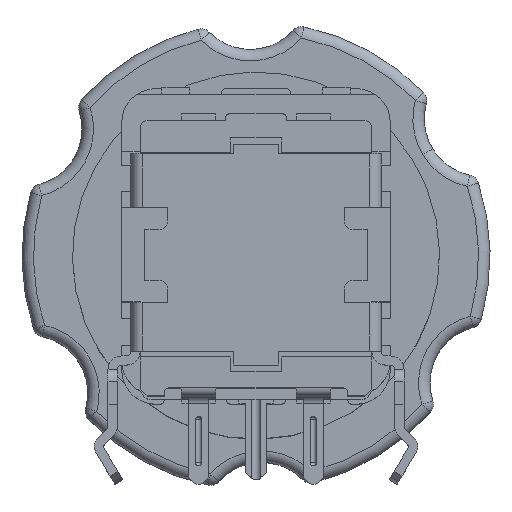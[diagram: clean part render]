
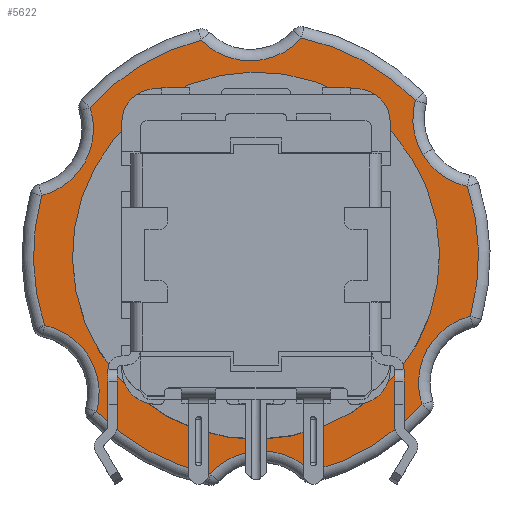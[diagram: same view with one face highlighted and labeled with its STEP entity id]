
A CAD part, top view. The second image highlights one B-rep face of the part: STEP entity #5622.
In plain terms, the highlighted face is planar.
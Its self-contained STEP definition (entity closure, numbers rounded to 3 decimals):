
#82 = EDGE_CURVE ( 'NONE', #11182, #15398, #22400, .T. ) ;
#357 = CARTESIAN_POINT ( 'NONE',  ( -6.621, -7.089, 7.8 ) ) ;
#730 = ORIENTED_EDGE ( 'NONE', *, *, #4482, .T. ) ;
#1600 = CIRCLE ( 'NONE', #3951, 3. ) ;
#1672 = DIRECTION ( 'NONE',  ( 1., 0., 0. ) ) ;
#1808 = VERTEX_POINT ( 'NONE', #29046 ) ;
#1892 = DIRECTION ( 'NONE',  ( 0., 0., 1. ) ) ;
#2066 = CARTESIAN_POINT ( 'NONE',  ( 5.75, 9.959, 7.8 ) ) ;
#2147 = ORIENTED_EDGE ( 'NONE', *, *, #14992, .T. ) ;
#2951 = DIRECTION ( 'NONE',  ( 1., 0., 0. ) ) ;
#2972 = CARTESIAN_POINT ( 'NONE',  ( 0., 0., 7.8 ) ) ;
#3045 = CARTESIAN_POINT ( 'NONE',  ( 0., 0., 7.8 ) ) ;
#3295 = AXIS2_PLACEMENT_3D ( 'NONE', #2972, #10927, #11162 ) ;
#3298 = AXIS2_PLACEMENT_3D ( 'NONE', #8268, #24273, #3327 ) ;
#3327 = DIRECTION ( 'NONE',  ( 1., 0., 0. ) ) ;
#3951 = AXIS2_PLACEMENT_3D ( 'NONE', #7348, #33797, #5166 ) ;
#4482 = EDGE_CURVE ( 'NONE', #30124, #31505, #17743, .T. ) ;
#4618 = FACE_BOUND ( 'NONE', #33699, .T. ) ;
#4768 = DIRECTION ( 'NONE',  ( 0., 0., 1. ) ) ;
#4899 = EDGE_CURVE ( 'NONE', #8132, #6099, #11502, .T. ) ;
#5166 = DIRECTION ( 'NONE',  ( 1., 0., 0. ) ) ;
#5419 = AXIS2_PLACEMENT_3D ( 'NONE', #17685, #18135, #7524 ) ;
#5476 = VERTEX_POINT ( 'NONE', #8939 ) ;
#5491 = DIRECTION ( 'NONE',  ( 0., 0., -1. ) ) ;
#5585 = CARTESIAN_POINT ( 'NONE',  ( 2.828, -9.279, 7.8 ) ) ;
#5622 = ADVANCED_FACE ( 'NONE', ( #9541, #4618 ), #25280, .F. ) ;
#5738 = EDGE_CURVE ( 'NONE', #27488, #12062, #16972, .T. ) ;
#6099 = VERTEX_POINT ( 'NONE', #8579 ) ;
#6433 = AXIS2_PLACEMENT_3D ( 'NONE', #3045, #16302, #26498 ) ;
#7177 = CARTESIAN_POINT ( 'NONE',  ( 2.828, 9.279, 7.8 ) ) ;
#7348 = CARTESIAN_POINT ( 'NONE',  ( 11.5, 0., 7.8 ) ) ;
#7524 = DIRECTION ( 'NONE',  ( 1., 0., 0. ) ) ;
#8132 = VERTEX_POINT ( 'NONE', #15049 ) ;
#8250 = DIRECTION ( 'NONE',  ( 1., 0., 0. ) ) ;
#8268 = CARTESIAN_POINT ( 'NONE',  ( 5.75, -9.959, 7.8 ) ) ;
#8371 = AXIS2_PLACEMENT_3D ( 'NONE', #21082, #31886, #23705 ) ;
#8526 = DIRECTION ( 'NONE',  ( 0., 0., -1. ) ) ;
#8579 = CARTESIAN_POINT ( 'NONE',  ( -6.621, 7.089, 7.8 ) ) ;
#8939 = CARTESIAN_POINT ( 'NONE',  ( 9.45, 2.19, 7.8 ) ) ;
#9252 = ORIENTED_EDGE ( 'NONE', *, *, #19418, .T. ) ;
#9481 = ORIENTED_EDGE ( 'NONE', *, *, #82, .T. ) ;
#9541 = FACE_OUTER_BOUND ( 'NONE', #13158, .T. ) ;
#9634 = ORIENTED_EDGE ( 'NONE', *, *, #10324, .T. ) ;
#9713 = ORIENTED_EDGE ( 'NONE', *, *, #21645, .T. ) ;
#10263 = DIRECTION ( 'NONE',  ( 1., 0., 0. ) ) ;
#10324 = EDGE_CURVE ( 'NONE', #15398, #32047, #17158, .T. ) ;
#10341 = ORIENTED_EDGE ( 'NONE', *, *, #22599, .T. ) ;
#10482 = DIRECTION ( 'NONE',  ( 0., 0., 1. ) ) ;
#10621 = CARTESIAN_POINT ( 'NONE',  ( 0., 0., 7.8 ) ) ;
#10836 = DIRECTION ( 'NONE',  ( 1., 0., 0. ) ) ;
#10927 = DIRECTION ( 'NONE',  ( 0., 0., -1. ) ) ;
#11041 = VERTEX_POINT ( 'NONE', #21046 ) ;
#11162 = DIRECTION ( 'NONE',  ( 1., 0., 0. ) ) ;
#11182 = VERTEX_POINT ( 'NONE', #5585 ) ;
#11502 = CIRCLE ( 'NONE', #22541, 9.7 ) ;
#11580 = DIRECTION ( 'NONE',  ( 0., 0., -1. ) ) ;
#11642 = EDGE_CURVE ( 'NONE', #30861, #30124, #22132, .T. ) ;
#12062 = VERTEX_POINT ( 'NONE', #13345 ) ;
#12463 = AXIS2_PLACEMENT_3D ( 'NONE', #23916, #5491, #2951 ) ;
#13158 = EDGE_LOOP ( 'NONE', ( #9252, #27318, #730, #15830, #10341, #23358, #27078, #9481, #9634, #2147, #21719, #28948, #15713 ) ) ;
#13258 = DIRECTION ( 'NONE',  ( 1., 0., 0. ) ) ;
#13345 = CARTESIAN_POINT ( 'NONE',  ( 8., 0., 7.8 ) ) ;
#13548 = CIRCLE ( 'NONE', #3298, 3. ) ;
#13583 = DIRECTION ( 'NONE',  ( 0., 0., 1. ) ) ;
#13899 = AXIS2_PLACEMENT_3D ( 'NONE', #2066, #22719, #28426 ) ;
#14068 = CARTESIAN_POINT ( 'NONE',  ( 0., 0., 7.8 ) ) ;
#14239 = CIRCLE ( 'NONE', #12463, 9.7 ) ;
#14850 = AXIS2_PLACEMENT_3D ( 'NONE', #25129, #11580, #17221 ) ;
#14992 = EDGE_CURVE ( 'NONE', #32047, #1808, #32814, .T. ) ;
#15049 = CARTESIAN_POINT ( 'NONE',  ( -9.45, 2.19, 7.8 ) ) ;
#15371 = CIRCLE ( 'NONE', #14850, 9.7 ) ;
#15398 = VERTEX_POINT ( 'NONE', #18511 ) ;
#15427 = CARTESIAN_POINT ( 'NONE',  ( 0., 0., 7.8 ) ) ;
#15713 = ORIENTED_EDGE ( 'NONE', *, *, #4899, .T. ) ;
#15830 = ORIENTED_EDGE ( 'NONE', *, *, #27270, .T. ) ;
#16302 = DIRECTION ( 'NONE',  ( 0., 0., 1. ) ) ;
#16972 = CIRCLE ( 'NONE', #6433, 8. ) ;
#17158 = CIRCLE ( 'NONE', #8371, 3. ) ;
#17221 = DIRECTION ( 'NONE',  ( 1., 0., 0. ) ) ;
#17496 = CARTESIAN_POINT ( 'NONE',  ( -8.5, 0., 7.8 ) ) ;
#17685 = CARTESIAN_POINT ( 'NONE',  ( -11.5, 0., 7.8 ) ) ;
#17708 = CARTESIAN_POINT ( 'NONE',  ( 2.875, 4.98, 7.8 ) ) ;
#17743 = CIRCLE ( 'NONE', #13899, 3. ) ;
#18135 = DIRECTION ( 'NONE',  ( 0., 0., 1. ) ) ;
#18176 = CIRCLE ( 'NONE', #27898, 8. ) ;
#18511 = CARTESIAN_POINT ( 'NONE',  ( -2.828, -9.279, 7.8 ) ) ;
#18610 = CIRCLE ( 'NONE', #24111, 3. ) ;
#19201 = ORIENTED_EDGE ( 'NONE', *, *, #5738, .T. ) ;
#19418 = EDGE_CURVE ( 'NONE', #6099, #30861, #18610, .T. ) ;
#21046 = CARTESIAN_POINT ( 'NONE',  ( 6.621, -7.089, 7.8 ) ) ;
#21082 = CARTESIAN_POINT ( 'NONE',  ( -5.75, -9.959, 7.8 ) ) ;
#21192 = CARTESIAN_POINT ( 'NONE',  ( 0., 0., 7.8 ) ) ;
#21222 = CARTESIAN_POINT ( 'NONE',  ( -11.5, 0., 7.8 ) ) ;
#21645 = EDGE_CURVE ( 'NONE', #12062, #27488, #18176, .T. ) ;
#21719 = ORIENTED_EDGE ( 'NONE', *, *, #27598, .T. ) ;
#22132 = CIRCLE ( 'NONE', #28482, 9.7 ) ;
#22348 = AXIS2_PLACEMENT_3D ( 'NONE', #17708, #1892, #1672 ) ;
#22400 = CIRCLE ( 'NONE', #24268, 9.7 ) ;
#22541 = AXIS2_PLACEMENT_3D ( 'NONE', #21192, #24152, #8250 ) ;
#22599 = EDGE_CURVE ( 'NONE', #5476, #24114, #1600, .T. ) ;
#22719 = DIRECTION ( 'NONE',  ( 0., 0., 1. ) ) ;
#23358 = ORIENTED_EDGE ( 'NONE', *, *, #25686, .T. ) ;
#23705 = DIRECTION ( 'NONE',  ( 1., 0., 0. ) ) ;
#23916 = CARTESIAN_POINT ( 'NONE',  ( 0., 0., 7.8 ) ) ;
#24111 = AXIS2_PLACEMENT_3D ( 'NONE', #33848, #4768, #10263 ) ;
#24114 = VERTEX_POINT ( 'NONE', #25185 ) ;
#24152 = DIRECTION ( 'NONE',  ( 0., 0., -1. ) ) ;
#24268 = AXIS2_PLACEMENT_3D ( 'NONE', #10621, #29028, #13258 ) ;
#24273 = DIRECTION ( 'NONE',  ( 0., 0., 1. ) ) ;
#24404 = DIRECTION ( 'NONE',  ( 1., 0., 0. ) ) ;
#24751 = CIRCLE ( 'NONE', #24771, 3. ) ;
#24771 = AXIS2_PLACEMENT_3D ( 'NONE', #21222, #13583, #10836 ) ;
#25129 = CARTESIAN_POINT ( 'NONE',  ( 0., 0., 7.8 ) ) ;
#25185 = CARTESIAN_POINT ( 'NONE',  ( 9.45, -2.19, 7.8 ) ) ;
#25233 = VERTEX_POINT ( 'NONE', #17496 ) ;
#25280 = PLANE ( 'NONE',  #22348 ) ;
#25686 = EDGE_CURVE ( 'NONE', #24114, #11041, #15371, .T. ) ;
#26498 = DIRECTION ( 'NONE',  ( 1., 0., 0. ) ) ;
#26608 = EDGE_CURVE ( 'NONE', #25233, #8132, #24751, .T. ) ;
#27078 = ORIENTED_EDGE ( 'NONE', *, *, #29285, .T. ) ;
#27086 = CARTESIAN_POINT ( 'NONE',  ( 6.621, 7.089, 7.8 ) ) ;
#27270 = EDGE_CURVE ( 'NONE', #31505, #5476, #14239, .T. ) ;
#27318 = ORIENTED_EDGE ( 'NONE', *, *, #11642, .T. ) ;
#27488 = VERTEX_POINT ( 'NONE', #30778 ) ;
#27598 = EDGE_CURVE ( 'NONE', #1808, #25233, #28621, .T. ) ;
#27898 = AXIS2_PLACEMENT_3D ( 'NONE', #15427, #10482, #28772 ) ;
#28426 = DIRECTION ( 'NONE',  ( 1., 0., 0. ) ) ;
#28482 = AXIS2_PLACEMENT_3D ( 'NONE', #14068, #8526, #24404 ) ;
#28621 = CIRCLE ( 'NONE', #5419, 3. ) ;
#28772 = DIRECTION ( 'NONE',  ( 1., 0., 0. ) ) ;
#28948 = ORIENTED_EDGE ( 'NONE', *, *, #26608, .T. ) ;
#29028 = DIRECTION ( 'NONE',  ( 0., 0., -1. ) ) ;
#29046 = CARTESIAN_POINT ( 'NONE',  ( -9.45, -2.19, 7.8 ) ) ;
#29285 = EDGE_CURVE ( 'NONE', #11041, #11182, #13548, .T. ) ;
#30124 = VERTEX_POINT ( 'NONE', #7177 ) ;
#30778 = CARTESIAN_POINT ( 'NONE',  ( -8., 0., 7.8 ) ) ;
#30861 = VERTEX_POINT ( 'NONE', #32714 ) ;
#31505 = VERTEX_POINT ( 'NONE', #27086 ) ;
#31886 = DIRECTION ( 'NONE',  ( 0., 0., 1. ) ) ;
#32047 = VERTEX_POINT ( 'NONE', #357 ) ;
#32714 = CARTESIAN_POINT ( 'NONE',  ( -2.828, 9.279, 7.8 ) ) ;
#32814 = CIRCLE ( 'NONE', #3295, 9.7 ) ;
#33699 = EDGE_LOOP ( 'NONE', ( #19201, #9713 ) ) ;
#33797 = DIRECTION ( 'NONE',  ( 0., 0., 1. ) ) ;
#33848 = CARTESIAN_POINT ( 'NONE',  ( -5.75, 9.959, 7.8 ) ) ;
